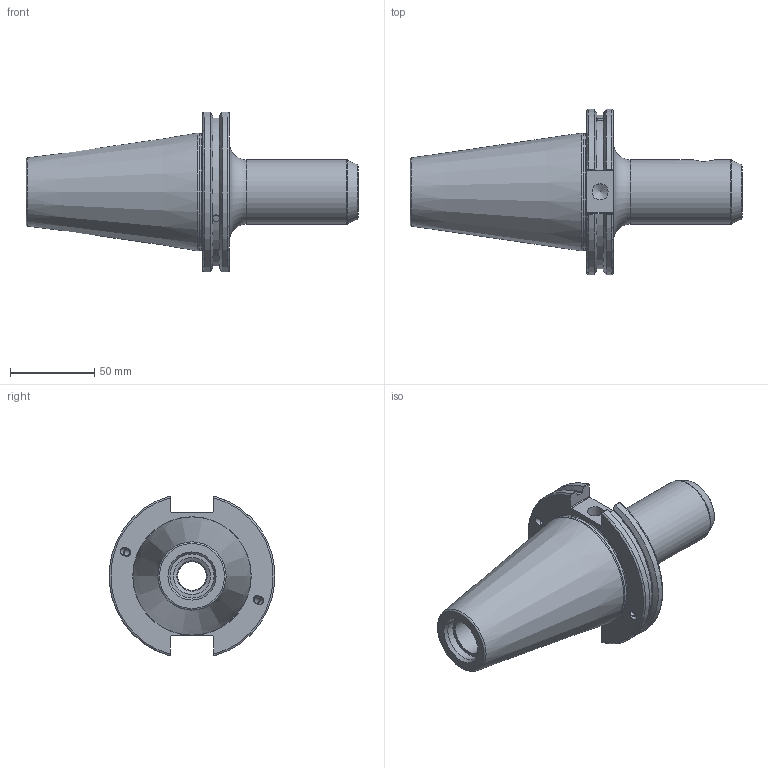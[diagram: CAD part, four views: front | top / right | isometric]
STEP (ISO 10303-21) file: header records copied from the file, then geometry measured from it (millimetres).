
FILE_DESCRIPTION(/* description */ (''),/* implementation_level */ '2;1');
FILE_NAME(/* name */ 'AL008B.stp',/* time_stamp */ '2025-01-23T09:44:12+09:00',/* author */ ('YSH'),/* organization */ (''),/* preprocessor_version */ 'ST-DEVELOPER v20',/* originating_system */ 'Autodesk Inventor 2025',/* authorisation */ '');
FILE_SCHEMA (('AUTOMOTIVE_DESIGN { 1 0 10303 214 3 1 1 }'));
Length unit declared in the file: millimetre
Products named in the file (1): LO-CAT50ADB-EMH15.875-95.3
Bounding box: 196.9 x 98.06 x 94.69 mm (x, y, z)
Volume: 388401.5 mm3; surface area: 57259.8 mm2
Topology: 1 solids, 1 shells, 81 faces, 212 edges, 138 vertices
Faces by surface type: plane 35, cylinder 22, cone 14, torus 10
Full cylindrical faces by diameter (mm): 4.134 x2, 4.2 x2, 5 x2, 9.525 x1, 11.328 x1, 17 x1, 18 x1, 21.971 x1, 26.2 x1, 38.1 x1, 69.25 x1
Entity records: 2734 total; most frequent: CARTESIAN_POINT 734, ORIENTED_EDGE 418, DIRECTION 402, EDGE_CURVE 209, AXIS2_PLACEMENT_3D 157, VERTEX_POINT 138, EDGE_LOOP 93, LINE 88
